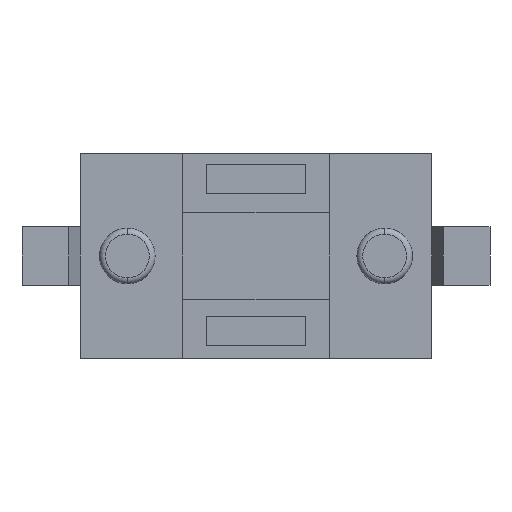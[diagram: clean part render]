
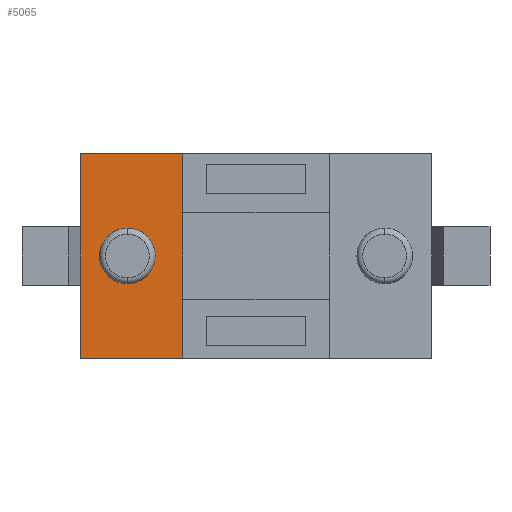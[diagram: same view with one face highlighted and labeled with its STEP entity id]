
A CAD part, front view. The second image highlights one B-rep face of the part: STEP entity #5065.
In plain terms, the highlighted planar face has unit normal (0, -1, 0).
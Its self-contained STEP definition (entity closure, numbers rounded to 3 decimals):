
#2717 = PLANE('',#2718);
#2718 = AXIS2_PLACEMENT_3D('',#2719,#2720,#2721);
#2719 = CARTESIAN_POINT('',(-3.,1.5,-3.5));
#2720 = DIRECTION('',(-1.,0.,0.));
#2721 = DIRECTION('',(0.,0.,1.));
#3062 = PLANE('',#3063);
#3063 = AXIS2_PLACEMENT_3D('',#3064,#3065,#3066);
#3064 = CARTESIAN_POINT('',(3.,-1.5,-3.5));
#3065 = DIRECTION('',(0.,0.,1.));
#3066 = DIRECTION('',(1.,0.,-0.));
#3138 = PLANE('',#3139);
#3139 = AXIS2_PLACEMENT_3D('',#3140,#3141,#3142);
#3140 = CARTESIAN_POINT('',(3.,-1.5,0.));
#3141 = DIRECTION('',(0.,0.,1.));
#3142 = DIRECTION('',(1.,0.,-0.));
#4101 = VERTEX_POINT('',#4102);
#4102 = CARTESIAN_POINT('',(-3.,-1.5,0.));
#4171 = VERTEX_POINT('',#4172);
#4172 = CARTESIAN_POINT('',(-3.,-1.5,-3.5));
#4193 = EDGE_CURVE('',#4171,#4101,#4194,.T.);
#4194 = SURFACE_CURVE('',#4195,(#4199,#4206),.PCURVE_S1.);
#4195 = LINE('',#4196,#4197);
#4196 = CARTESIAN_POINT('',(-3.,-1.5,-3.5));
#4197 = VECTOR('',#4198,1.);
#4198 = DIRECTION('',(0.,0.,1.));
#4199 = PCURVE('',#2717,#4200);
#4200 = DEFINITIONAL_REPRESENTATION('',(#4201),#4205);
#4201 = LINE('',#4202,#4203);
#4202 = CARTESIAN_POINT('',(0.,-3.));
#4203 = VECTOR('',#4204,1.);
#4204 = DIRECTION('',(1.,0.));
#4205 = ( GEOMETRIC_REPRESENTATION_CONTEXT(2) 
PARAMETRIC_REPRESENTATION_CONTEXT() REPRESENTATION_CONTEXT('2D SPACE',''
  ) );
#4206 = PCURVE('',#4207,#4212);
#4207 = PLANE('',#4208);
#4208 = AXIS2_PLACEMENT_3D('',#4209,#4210,#4211);
#4209 = CARTESIAN_POINT('',(-3.,-1.5,-3.5));
#4210 = DIRECTION('',(0.,-1.,0.));
#4211 = DIRECTION('',(0.,0.,-1.));
#4212 = DEFINITIONAL_REPRESENTATION('',(#4213),#4217);
#4213 = LINE('',#4214,#4215);
#4214 = CARTESIAN_POINT('',(0.,0.));
#4215 = VECTOR('',#4216,1.);
#4216 = DIRECTION('',(-1.,0.));
#4217 = ( GEOMETRIC_REPRESENTATION_CONTEXT(2) 
PARAMETRIC_REPRESENTATION_CONTEXT() REPRESENTATION_CONTEXT('2D SPACE',''
  ) );
#4487 = EDGE_CURVE('',#4171,#4488,#4490,.T.);
#4488 = VERTEX_POINT('',#4489);
#4489 = CARTESIAN_POINT('',(-1.25,-1.5,-3.5));
#4490 = SURFACE_CURVE('',#4491,(#4495,#4502),.PCURVE_S1.);
#4491 = LINE('',#4492,#4493);
#4492 = CARTESIAN_POINT('',(-3.,-1.5,-3.5));
#4493 = VECTOR('',#4494,1.);
#4494 = DIRECTION('',(1.,0.,0.));
#4495 = PCURVE('',#3062,#4496);
#4496 = DEFINITIONAL_REPRESENTATION('',(#4497),#4501);
#4497 = LINE('',#4498,#4499);
#4498 = CARTESIAN_POINT('',(-6.,0.));
#4499 = VECTOR('',#4500,1.);
#4500 = DIRECTION('',(1.,0.));
#4501 = ( GEOMETRIC_REPRESENTATION_CONTEXT(2) 
PARAMETRIC_REPRESENTATION_CONTEXT() REPRESENTATION_CONTEXT('2D SPACE',''
  ) );
#4502 = PCURVE('',#4207,#4503);
#4503 = DEFINITIONAL_REPRESENTATION('',(#4504),#4508);
#4504 = LINE('',#4505,#4506);
#4505 = CARTESIAN_POINT('',(0.,0.));
#4506 = VECTOR('',#4507,1.);
#4507 = DIRECTION('',(0.,1.));
#4508 = ( GEOMETRIC_REPRESENTATION_CONTEXT(2) 
PARAMETRIC_REPRESENTATION_CONTEXT() REPRESENTATION_CONTEXT('2D SPACE',''
  ) );
#4526 = PLANE('',#4527);
#4527 = AXIS2_PLACEMENT_3D('',#4528,#4529,#4530);
#4528 = CARTESIAN_POINT('',(-1.25,-1.2,-3.5));
#4529 = DIRECTION('',(-1.,0.,0.));
#4530 = DIRECTION('',(0.,0.,1.));
#4690 = EDGE_CURVE('',#4101,#4691,#4693,.T.);
#4691 = VERTEX_POINT('',#4692);
#4692 = CARTESIAN_POINT('',(-1.25,-1.5,0.));
#4693 = SURFACE_CURVE('',#4694,(#4698,#4705),.PCURVE_S1.);
#4694 = LINE('',#4695,#4696);
#4695 = CARTESIAN_POINT('',(-3.,-1.5,0.));
#4696 = VECTOR('',#4697,1.);
#4697 = DIRECTION('',(1.,0.,0.));
#4698 = PCURVE('',#3138,#4699);
#4699 = DEFINITIONAL_REPRESENTATION('',(#4700),#4704);
#4700 = LINE('',#4701,#4702);
#4701 = CARTESIAN_POINT('',(-6.,0.));
#4702 = VECTOR('',#4703,1.);
#4703 = DIRECTION('',(1.,0.));
#4704 = ( GEOMETRIC_REPRESENTATION_CONTEXT(2) 
PARAMETRIC_REPRESENTATION_CONTEXT() REPRESENTATION_CONTEXT('2D SPACE',''
  ) );
#4705 = PCURVE('',#4207,#4706);
#4706 = DEFINITIONAL_REPRESENTATION('',(#4707),#4711);
#4707 = LINE('',#4708,#4709);
#4708 = CARTESIAN_POINT('',(-3.5,0.));
#4709 = VECTOR('',#4710,1.);
#4710 = DIRECTION('',(0.,1.));
#4711 = ( GEOMETRIC_REPRESENTATION_CONTEXT(2) 
PARAMETRIC_REPRESENTATION_CONTEXT() REPRESENTATION_CONTEXT('2D SPACE',''
  ) );
#5065 = ADVANCED_FACE('',(#5066,#5170),#4207,.T.);
#5066 = FACE_BOUND('',#5067,.T.);
#5067 = EDGE_LOOP('',(#5068,#5121));
#5068 = ORIENTED_EDGE('',*,*,#5069,.F.);
#5069 = EDGE_CURVE('',#5070,#5072,#5074,.T.);
#5070 = VERTEX_POINT('',#5071);
#5071 = CARTESIAN_POINT('',(-2.2,-1.5,-1.275));
#5072 = VERTEX_POINT('',#5073);
#5073 = CARTESIAN_POINT('',(-2.2,-1.5,-2.225));
#5074 = SURFACE_CURVE('',#5075,(#5080,#5087),.PCURVE_S1.);
#5075 = CIRCLE('',#5076,0.475);
#5076 = AXIS2_PLACEMENT_3D('',#5077,#5078,#5079);
#5077 = CARTESIAN_POINT('',(-2.2,-1.5,-1.75));
#5078 = DIRECTION('',(0.,-1.,0.));
#5079 = DIRECTION('',(0.,0.,-1.));
#5080 = PCURVE('',#4207,#5081);
#5081 = DEFINITIONAL_REPRESENTATION('',(#5082),#5086);
#5082 = CIRCLE('',#5083,0.475);
#5083 = AXIS2_PLACEMENT_2D('',#5084,#5085);
#5084 = CARTESIAN_POINT('',(-1.75,0.8));
#5085 = DIRECTION('',(1.,0.));
#5086 = ( GEOMETRIC_REPRESENTATION_CONTEXT(2) 
PARAMETRIC_REPRESENTATION_CONTEXT() REPRESENTATION_CONTEXT('2D SPACE',''
  ) );
#5087 = PCURVE('',#5088,#5093);
#5088 = CYLINDRICAL_SURFACE('',#5089,0.475);
#5089 = AXIS2_PLACEMENT_3D('',#5090,#5091,#5092);
#5090 = CARTESIAN_POINT('',(-2.2,-2.5,-1.75));
#5091 = DIRECTION('',(0.,1.,0.));
#5092 = DIRECTION('',(0.,-0.,1.));
#5093 = DEFINITIONAL_REPRESENTATION('',(#5094),#5120);
#5094 = B_SPLINE_CURVE_WITH_KNOTS('',3,(#5095,#5096,#5097,#5098,#5099,
    #5100,#5101,#5102,#5103,#5104,#5105,#5106,#5107,#5108,#5109,#5110,
    #5111,#5112,#5113,#5114,#5115,#5116,#5117,#5118,#5119),
  .UNSPECIFIED.,.F.,.F.,(4,1,1,1,1,1,1,1,1,1,1,1,1,1,1,1,1,1,1,1,1,1,4),
  (3.142,3.284,3.427,3.57,
    3.713,3.856,3.998,4.141,
    4.284,4.427,4.57,4.712,
    4.855,4.998,5.141,5.284,
    5.426,5.569,5.712,5.855,
    5.998,6.14,6.283),.UNSPECIFIED.);
#5095 = CARTESIAN_POINT('',(6.283,1.));
#5096 = CARTESIAN_POINT('',(6.236,1.));
#5097 = CARTESIAN_POINT('',(6.14,1.));
#5098 = CARTESIAN_POINT('',(5.998,1.));
#5099 = CARTESIAN_POINT('',(5.855,1.));
#5100 = CARTESIAN_POINT('',(5.712,1.));
#5101 = CARTESIAN_POINT('',(5.569,1.));
#5102 = CARTESIAN_POINT('',(5.426,1.));
#5103 = CARTESIAN_POINT('',(5.284,1.));
#5104 = CARTESIAN_POINT('',(5.141,1.));
#5105 = CARTESIAN_POINT('',(4.998,1.));
#5106 = CARTESIAN_POINT('',(4.855,1.));
#5107 = CARTESIAN_POINT('',(4.712,1.));
#5108 = CARTESIAN_POINT('',(4.57,1.));
#5109 = CARTESIAN_POINT('',(4.427,1.));
#5110 = CARTESIAN_POINT('',(4.284,1.));
#5111 = CARTESIAN_POINT('',(4.141,1.));
#5112 = CARTESIAN_POINT('',(3.998,1.));
#5113 = CARTESIAN_POINT('',(3.856,1.));
#5114 = CARTESIAN_POINT('',(3.713,1.));
#5115 = CARTESIAN_POINT('',(3.57,1.));
#5116 = CARTESIAN_POINT('',(3.427,1.));
#5117 = CARTESIAN_POINT('',(3.284,1.));
#5118 = CARTESIAN_POINT('',(3.189,1.));
#5119 = CARTESIAN_POINT('',(3.142,1.));
#5120 = ( GEOMETRIC_REPRESENTATION_CONTEXT(2) 
PARAMETRIC_REPRESENTATION_CONTEXT() REPRESENTATION_CONTEXT('2D SPACE',''
  ) );
#5121 = ORIENTED_EDGE('',*,*,#5122,.F.);
#5122 = EDGE_CURVE('',#5072,#5070,#5123,.T.);
#5123 = SURFACE_CURVE('',#5124,(#5129,#5136),.PCURVE_S1.);
#5124 = CIRCLE('',#5125,0.475);
#5125 = AXIS2_PLACEMENT_3D('',#5126,#5127,#5128);
#5126 = CARTESIAN_POINT('',(-2.2,-1.5,-1.75));
#5127 = DIRECTION('',(0.,-1.,0.));
#5128 = DIRECTION('',(0.,0.,-1.));
#5129 = PCURVE('',#4207,#5130);
#5130 = DEFINITIONAL_REPRESENTATION('',(#5131),#5135);
#5131 = CIRCLE('',#5132,0.475);
#5132 = AXIS2_PLACEMENT_2D('',#5133,#5134);
#5133 = CARTESIAN_POINT('',(-1.75,0.8));
#5134 = DIRECTION('',(1.,0.));
#5135 = ( GEOMETRIC_REPRESENTATION_CONTEXT(2) 
PARAMETRIC_REPRESENTATION_CONTEXT() REPRESENTATION_CONTEXT('2D SPACE',''
  ) );
#5136 = PCURVE('',#5137,#5142);
#5137 = CYLINDRICAL_SURFACE('',#5138,0.475);
#5138 = AXIS2_PLACEMENT_3D('',#5139,#5140,#5141);
#5139 = CARTESIAN_POINT('',(-2.2,-2.5,-1.75));
#5140 = DIRECTION('',(0.,1.,0.));
#5141 = DIRECTION('',(0.,-0.,1.));
#5142 = DEFINITIONAL_REPRESENTATION('',(#5143),#5169);
#5143 = B_SPLINE_CURVE_WITH_KNOTS('',3,(#5144,#5145,#5146,#5147,#5148,
    #5149,#5150,#5151,#5152,#5153,#5154,#5155,#5156,#5157,#5158,#5159,
    #5160,#5161,#5162,#5163,#5164,#5165,#5166,#5167,#5168),
  .UNSPECIFIED.,.F.,.F.,(4,1,1,1,1,1,1,1,1,1,1,1,1,1,1,1,1,1,1,1,1,1,4),
  (0.,0.143,0.286,0.428,0.571,
    0.714,0.857,1.,1.142,
    1.285,1.428,1.571,1.714,
    1.856,1.999,2.142,2.285,
    2.428,2.57,2.713,2.856,
    2.999,3.142),.UNSPECIFIED.);
#5144 = CARTESIAN_POINT('',(3.142,1.));
#5145 = CARTESIAN_POINT('',(3.094,1.));
#5146 = CARTESIAN_POINT('',(2.999,1.));
#5147 = CARTESIAN_POINT('',(2.856,1.));
#5148 = CARTESIAN_POINT('',(2.713,1.));
#5149 = CARTESIAN_POINT('',(2.57,1.));
#5150 = CARTESIAN_POINT('',(2.428,1.));
#5151 = CARTESIAN_POINT('',(2.285,1.));
#5152 = CARTESIAN_POINT('',(2.142,1.));
#5153 = CARTESIAN_POINT('',(1.999,1.));
#5154 = CARTESIAN_POINT('',(1.856,1.));
#5155 = CARTESIAN_POINT('',(1.714,1.));
#5156 = CARTESIAN_POINT('',(1.571,1.));
#5157 = CARTESIAN_POINT('',(1.428,1.));
#5158 = CARTESIAN_POINT('',(1.285,1.));
#5159 = CARTESIAN_POINT('',(1.142,1.));
#5160 = CARTESIAN_POINT('',(1.,1.));
#5161 = CARTESIAN_POINT('',(0.857,1.));
#5162 = CARTESIAN_POINT('',(0.714,1.));
#5163 = CARTESIAN_POINT('',(0.571,1.));
#5164 = CARTESIAN_POINT('',(0.428,1.));
#5165 = CARTESIAN_POINT('',(0.286,1.));
#5166 = CARTESIAN_POINT('',(0.143,1.));
#5167 = CARTESIAN_POINT('',(0.048,1.));
#5168 = CARTESIAN_POINT('',(0.,1.));
#5169 = ( GEOMETRIC_REPRESENTATION_CONTEXT(2) 
PARAMETRIC_REPRESENTATION_CONTEXT() REPRESENTATION_CONTEXT('2D SPACE',''
  ) );
#5170 = FACE_BOUND('',#5171,.T.);
#5171 = EDGE_LOOP('',(#5172,#5193,#5194,#5195));
#5172 = ORIENTED_EDGE('',*,*,#5173,.F.);
#5173 = EDGE_CURVE('',#4691,#4488,#5174,.T.);
#5174 = SURFACE_CURVE('',#5175,(#5179,#5186),.PCURVE_S1.);
#5175 = LINE('',#5176,#5177);
#5176 = CARTESIAN_POINT('',(-1.25,-1.5,-3.5));
#5177 = VECTOR('',#5178,1.);
#5178 = DIRECTION('',(0.,0.,-1.));
#5179 = PCURVE('',#4207,#5180);
#5180 = DEFINITIONAL_REPRESENTATION('',(#5181),#5185);
#5181 = LINE('',#5182,#5183);
#5182 = CARTESIAN_POINT('',(0.,1.75));
#5183 = VECTOR('',#5184,1.);
#5184 = DIRECTION('',(1.,0.));
#5185 = ( GEOMETRIC_REPRESENTATION_CONTEXT(2) 
PARAMETRIC_REPRESENTATION_CONTEXT() REPRESENTATION_CONTEXT('2D SPACE',''
  ) );
#5186 = PCURVE('',#4526,#5187);
#5187 = DEFINITIONAL_REPRESENTATION('',(#5188),#5192);
#5188 = LINE('',#5189,#5190);
#5189 = CARTESIAN_POINT('',(0.,-0.3));
#5190 = VECTOR('',#5191,1.);
#5191 = DIRECTION('',(-1.,0.));
#5192 = ( GEOMETRIC_REPRESENTATION_CONTEXT(2) 
PARAMETRIC_REPRESENTATION_CONTEXT() REPRESENTATION_CONTEXT('2D SPACE',''
  ) );
#5193 = ORIENTED_EDGE('',*,*,#4690,.F.);
#5194 = ORIENTED_EDGE('',*,*,#4193,.F.);
#5195 = ORIENTED_EDGE('',*,*,#4487,.T.);
